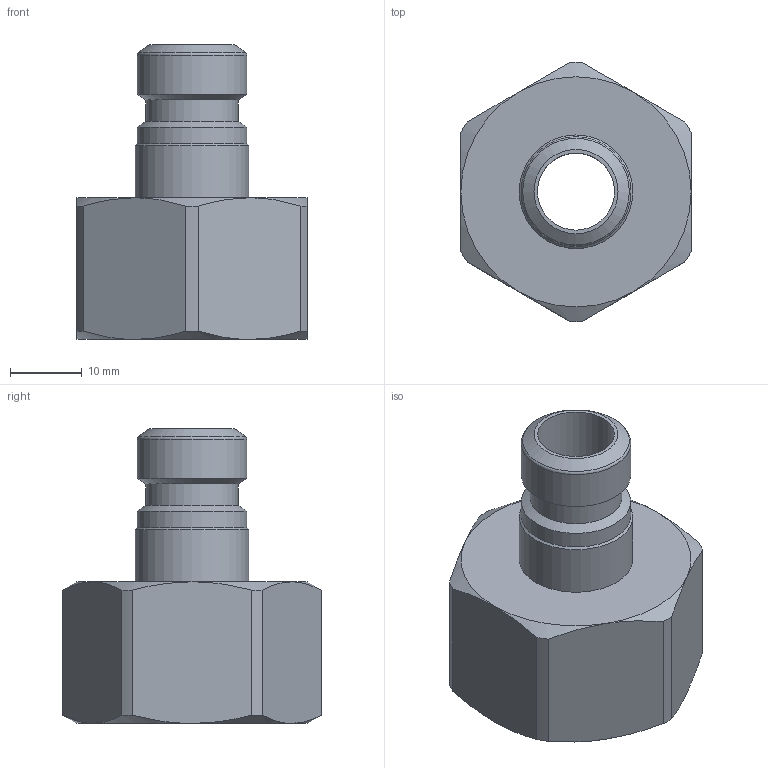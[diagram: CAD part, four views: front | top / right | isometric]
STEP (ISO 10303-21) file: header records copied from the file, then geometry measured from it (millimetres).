
FILE_DESCRIPTION(/* description */ ('STECKNIPPEL'),/* implementation_level */ '2;1');
FILE_NAME(/* name */ 'esscig_34_nis.stp',/* time_stamp */ '2022-06-28T12:40:51+02:00',/* author */ ('meier'),/* organization */ (''),/* preprocessor_version */ 'ST-DEVELOPER v18.1',/* originating_system */ 'Autodesk Inventor 2022',/* authorisation */ '0 mm^3');
FILE_SCHEMA (('AUTOMOTIVE_DESIGN { 1 0 10303 214 3 1 1 }'));
Length unit declared in the file: millimetre
Products named in the file (1): LUE_00038057
Bounding box: 32 x 36 x 41 mm (x, y, z)
Volume: 11370.9 mm3; surface area: 6629.7 mm2
Topology: 1 solids, 1 shells, 41 faces, 92 edges, 55 vertices
Faces by surface type: cone 18, cylinder 12, plane 10, torus 1
Full cylindrical faces by diameter (mm): 10.7 x1, 12.8 x1, 15.25 x2, 15.8 x1, 24.117 x1
Entity records: 1161 total; most frequent: CARTESIAN_POINT 237, DIRECTION 196, ORIENTED_EDGE 184, EDGE_CURVE 92, AXIS2_PLACEMENT_3D 86, VERTEX_POINT 55, EDGE_LOOP 45, CIRCLE 44
